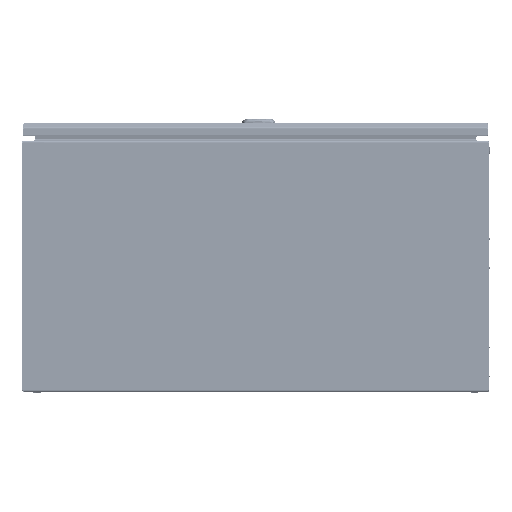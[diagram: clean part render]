
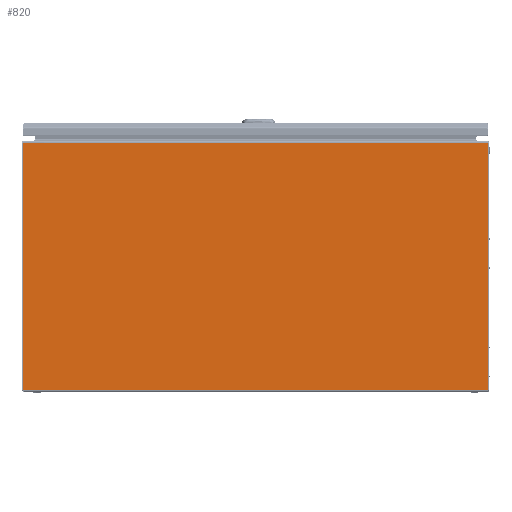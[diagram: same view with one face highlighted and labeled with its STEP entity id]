
A CAD part, left-side view. The second image highlights one B-rep face of the part: STEP entity #820.
In plain terms, the highlighted planar face has unit normal (-1, 0, 0).
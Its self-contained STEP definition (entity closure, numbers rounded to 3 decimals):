
#820=ADVANCED_FACE('',(#7355),#7356,.T.);
#7355=FACE_OUTER_BOUND('',#21436,.T.);
#7356=PLANE('',#21437);
#21436=EDGE_LOOP('',(#75529,#75530,#75531,#75532));
#21437=AXIS2_PLACEMENT_3D('',#75533,#75534,#75535);
#75529=ORIENTED_EDGE('',*,*,#121180,.F.);
#75530=ORIENTED_EDGE('',*,*,#121171,.T.);
#75531=ORIENTED_EDGE('',*,*,#121181,.T.);
#75532=ORIENTED_EDGE('',*,*,#121166,.F.);
#75533=CARTESIAN_POINT('',(-300.0,350.0,0.));
#75534=DIRECTION('',(-1.0,0.0,0.));
#75535=DIRECTION('',(0.,0.0,1.0));
#121166=EDGE_CURVE('',#137447,#137449,#137450,.T.);
#121171=EDGE_CURVE('',#137457,#137455,#137458,.T.);
#121180=EDGE_CURVE('',#137457,#137447,#137469,.T.);
#121181=EDGE_CURVE('',#137455,#137449,#137470,.T.);
#137447=VERTEX_POINT('',#164189);
#137449=VERTEX_POINT('',#164197);
#137450=LINE('',#164198,#164199);
#137455=VERTEX_POINT('',#164212);
#137457=VERTEX_POINT('',#164220);
#137458=LINE('',#164221,#164222);
#137469=LINE('',#164256,#164257);
#137470=LINE('',#164258,#164259);
#164189=CARTESIAN_POINT('',(-300.0,348.5,373.8));
#164197=CARTESIAN_POINT('',(-300.0,-348.5,373.8));
#164198=CARTESIAN_POINT('',(-300.0,348.5,373.8));
#164199=VECTOR('',#227230,697.0);
#164212=CARTESIAN_POINT('',(-300.0,-348.5,3.2));
#164220=CARTESIAN_POINT('',(-300.0,348.5,3.2));
#164221=CARTESIAN_POINT('',(-300.0,348.5,3.2));
#164222=VECTOR('',#227233,697.0);
#164256=CARTESIAN_POINT('',(-300.0,348.5,3.2));
#164257=VECTOR('',#227239,370.6);
#164258=CARTESIAN_POINT('',(-300.0,-348.5,3.2));
#164259=VECTOR('',#227240,370.6);
#227230=DIRECTION('',(0.0,-1.0,0.0));
#227233=DIRECTION('',(0.0,-1.0,0.0));
#227239=DIRECTION('',(0.,0.0,1.0));
#227240=DIRECTION('',(0.,0.0,1.0));
